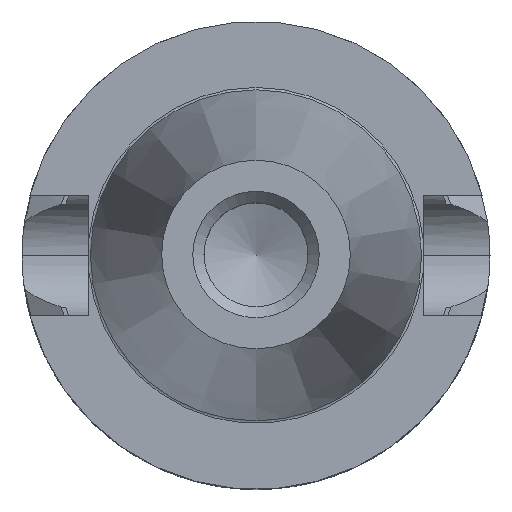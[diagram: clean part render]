
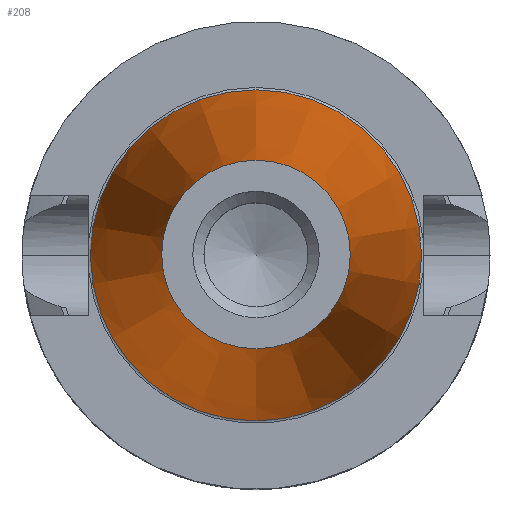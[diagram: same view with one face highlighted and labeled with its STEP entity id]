
A CAD part, top view. The second image highlights one B-rep face of the part: STEP entity #208.
In plain terms, the highlighted conical face has half-angle 8.297 degrees and reference radius 12.717 mm.
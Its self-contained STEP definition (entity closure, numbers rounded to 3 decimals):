
#42=CONICAL_SURFACE('',#797,12.717,8.297);
#208=ADVANCED_FACE('',(#268,#269),#42,.T.);
#268=FACE_BOUND('',#311,.T.);
#269=FACE_BOUND('',#312,.T.);
#311=EDGE_LOOP('',(#426));
#312=EDGE_LOOP('',(#427));
#426=ORIENTED_EDGE('',*,*,#658,.F.);
#427=ORIENTED_EDGE('',*,*,#650,.T.);
#569=VERTEX_POINT('',#1213);
#578=VERTEX_POINT('',#1238);
#650=EDGE_CURVE('',#569,#569,#704,.T.);
#658=EDGE_CURVE('',#578,#578,#712,.T.);
#704=CIRCLE('',#779,22.283);
#712=CIRCLE('',#795,12.687);
#779=AXIS2_PLACEMENT_3D('',#1212,#930,#931);
#795=AXIS2_PLACEMENT_3D('',#1237,#962,#963);
#797=AXIS2_PLACEMENT_3D('',#1240,#966,#967);
#930=DIRECTION('',(0.,0.,1.));
#931=DIRECTION('',(0.,1.,0.));
#962=DIRECTION('',(0.,0.,1.));
#963=DIRECTION('',(0.,1.,0.));
#966=DIRECTION('',(0.,0.,-1.));
#967=DIRECTION('',(0.,-1.,0.));
#1212=CARTESIAN_POINT('',(0.,0.,-0.399));
#1213=CARTESIAN_POINT('',(0.,22.283,-0.399));
#1237=CARTESIAN_POINT('',(0.,0.,65.4));
#1238=CARTESIAN_POINT('',(0.,12.687,65.4));
#1240=CARTESIAN_POINT('',(0.,0.,65.2));
